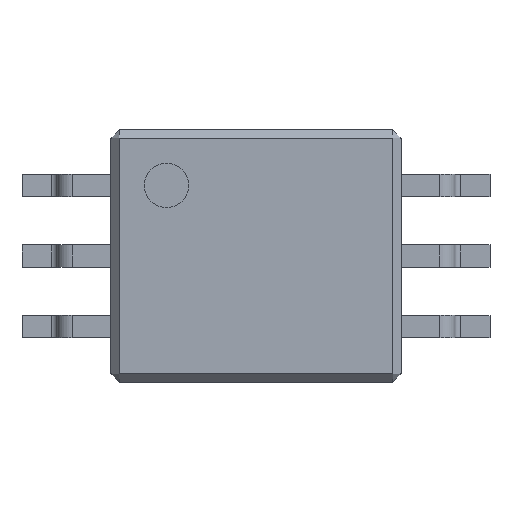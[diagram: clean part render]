
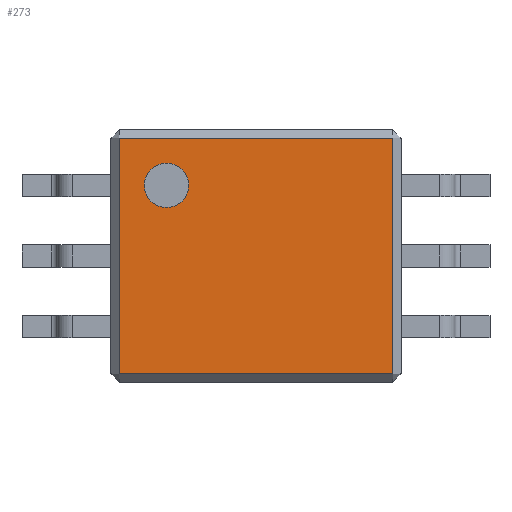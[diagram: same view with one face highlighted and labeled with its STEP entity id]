
A CAD part, top view. The second image highlights one B-rep face of the part: STEP entity #273.
In plain terms, the highlighted planar face has unit normal (0, 0, 1).
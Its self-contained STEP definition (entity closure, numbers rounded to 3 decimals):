
#13=DIRECTION('',(0.,0.,1.));
#14=DIRECTION('',(1.,0.,0.));
#69=VECTOR('',#70,1.);
#70=DIRECTION('',(0.,1.,0.));
#144=VERTEX_POINT('',#145);
#145=CARTESIAN_POINT('',(-2.46,-2.12,1.2));
#153=VERTEX_POINT('',#154);
#154=CARTESIAN_POINT('',(-2.46,2.12,1.2));
#159=ORIENTED_EDGE('',*,*,#160,.F.);
#160=EDGE_CURVE('',#144,#153,#161,.T.);
#161=LINE('',#162,#69);
#162=CARTESIAN_POINT('',(-2.46,-2.27,1.2));
#230=VECTOR('',#14,1.);
#273=ADVANCED_FACE('',(#274,#292),#301,.T.);
#274=FACE_BOUND('',#275,.T.);
#275=EDGE_LOOP('',(#159,#276,#282,#288));
#276=ORIENTED_EDGE('',*,*,#277,.T.);
#277=EDGE_CURVE('',#144,#278,#280,.T.);
#278=VERTEX_POINT('',#279);
#279=CARTESIAN_POINT('',(2.46,-2.12,1.2));
#280=LINE('',#281,#230);
#281=CARTESIAN_POINT('',(-2.61,-2.12,1.2));
#282=ORIENTED_EDGE('',*,*,#283,.T.);
#283=EDGE_CURVE('',#278,#284,#286,.T.);
#284=VERTEX_POINT('',#285);
#285=CARTESIAN_POINT('',(2.46,2.12,1.2));
#286=LINE('',#287,#69);
#287=CARTESIAN_POINT('',(2.46,-2.27,1.2));
#288=ORIENTED_EDGE('',*,*,#289,.F.);
#289=EDGE_CURVE('',#153,#284,#290,.T.);
#290=LINE('',#291,#230);
#291=CARTESIAN_POINT('',(-2.61,2.12,1.2));
#292=FACE_BOUND('',#293,.T.);
#293=EDGE_LOOP('',(#294));
#294=ORIENTED_EDGE('',*,*,#295,.F.);
#295=EDGE_CURVE('',#296,#296,#298,.T.);
#296=VERTEX_POINT('',#297);
#297=CARTESIAN_POINT('',(-1.21,1.27,1.2));
#298=CIRCLE('',#299,0.4);
#299=AXIS2_PLACEMENT_3D('',#300,#13,#14);
#300=CARTESIAN_POINT('',(-1.61,1.27,1.2));
#301=PLANE('',#302);
#302=AXIS2_PLACEMENT_3D('',#303,#13,#14);
#303=CARTESIAN_POINT('',(-2.61,-2.27,1.2));
